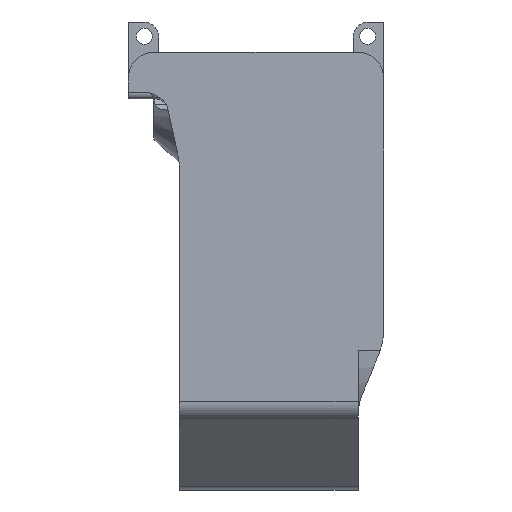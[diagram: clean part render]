
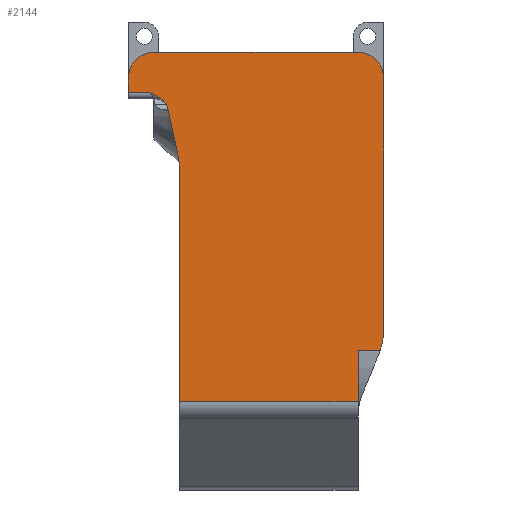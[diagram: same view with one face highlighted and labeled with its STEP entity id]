
A CAD part, left-side view. The second image highlights one B-rep face of the part: STEP entity #2144.
In plain terms, the highlighted planar face has unit normal (-1, 0, 0).
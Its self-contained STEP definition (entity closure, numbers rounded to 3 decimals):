
#28=ELLIPSE('',#2303,10.149,10.);
#29=ELLIPSE('',#2305,11.413,10.);
#70=B_SPLINE_CURVE_WITH_KNOTS('',3,(#3361,#3362,#3363,#3364,#3365,#3366,
#3367,#3368,#3369,#3370,#3371,#3372,#3373,#3374),.UNSPECIFIED.,.F.,.F.,
(4,2,2,2,2,2,4),(0.,0.087,0.208,0.324,
0.392,0.465,0.466),.UNSPECIFIED.);
#105=PLANE('',#2302);
#170=FACE_OUTER_BOUND('',#285,.T.);
#285=EDGE_LOOP('',(#1539,#1540,#1541,#1542,#1543,#1544,#1545,#1546,#1547,
#1548,#1549,#1550,#1551,#1552));
#385=LINE('',#3088,#587);
#390=LINE('',#3100,#592);
#402=LINE('',#3143,#604);
#432=LINE('',#3348,#634);
#433=LINE('',#3351,#635);
#434=LINE('',#3353,#636);
#435=LINE('',#3357,#637);
#436=LINE('',#3359,#638);
#437=LINE('',#3376,#639);
#587=VECTOR('',#2467,10.);
#592=VECTOR('',#2478,10.);
#604=VECTOR('',#2512,10.);
#634=VECTOR('',#2614,10.);
#635=VECTOR('',#2617,10.);
#636=VECTOR('',#2618,10.);
#637=VECTOR('',#2621,10.);
#638=VECTOR('',#2622,10.);
#639=VECTOR('',#2623,10.);
#814=CIRCLE('',#2300,4.);
#816=CIRCLE('',#2304,4.);
#860=VERTEX_POINT('',#3085);
#861=VERTEX_POINT('',#3087);
#865=VERTEX_POINT('',#3099);
#885=VERTEX_POINT('',#3141);
#925=VERTEX_POINT('',#3338);
#926=VERTEX_POINT('',#3339);
#929=VERTEX_POINT('',#3347);
#930=VERTEX_POINT('',#3349);
#931=VERTEX_POINT('',#3352);
#932=VERTEX_POINT('',#3354);
#933=VERTEX_POINT('',#3356);
#934=VERTEX_POINT('',#3358);
#935=VERTEX_POINT('',#3360);
#936=VERTEX_POINT('',#3375);
#1079=EDGE_CURVE('',#860,#861,#385,.T.);
#1085=EDGE_CURVE('',#865,#861,#390,.T.);
#1107=EDGE_CURVE('',#885,#860,#402,.T.);
#1162=EDGE_CURVE('',#925,#926,#814,.T.);
#1166=EDGE_CURVE('',#929,#885,#432,.T.);
#1167=EDGE_CURVE('',#930,#929,#28,.T.);
#1168=EDGE_CURVE('',#926,#930,#433,.T.);
#1169=EDGE_CURVE('',#925,#931,#434,.T.);
#1170=EDGE_CURVE('',#932,#931,#816,.T.);
#1171=EDGE_CURVE('',#933,#932,#435,.T.);
#1172=EDGE_CURVE('',#934,#933,#436,.T.);
#1173=EDGE_CURVE('',#935,#934,#70,.T.);
#1174=EDGE_CURVE('',#936,#935,#437,.T.);
#1175=EDGE_CURVE('',#865,#936,#29,.T.);
#1539=ORIENTED_EDGE('',*,*,#1079,.F.);
#1540=ORIENTED_EDGE('',*,*,#1107,.F.);
#1541=ORIENTED_EDGE('',*,*,#1166,.F.);
#1542=ORIENTED_EDGE('',*,*,#1167,.F.);
#1543=ORIENTED_EDGE('',*,*,#1168,.F.);
#1544=ORIENTED_EDGE('',*,*,#1162,.F.);
#1545=ORIENTED_EDGE('',*,*,#1169,.T.);
#1546=ORIENTED_EDGE('',*,*,#1170,.F.);
#1547=ORIENTED_EDGE('',*,*,#1171,.F.);
#1548=ORIENTED_EDGE('',*,*,#1172,.F.);
#1549=ORIENTED_EDGE('',*,*,#1173,.F.);
#1550=ORIENTED_EDGE('',*,*,#1174,.F.);
#1551=ORIENTED_EDGE('',*,*,#1175,.F.);
#1552=ORIENTED_EDGE('',*,*,#1085,.T.);
#2144=ADVANCED_FACE('',(#170),#105,.T.);
#2300=AXIS2_PLACEMENT_3D('',#3340,#2606,#2607);
#2302=AXIS2_PLACEMENT_3D('',#3346,#2612,#2613);
#2303=AXIS2_PLACEMENT_3D('',#3350,#2615,#2616);
#2304=AXIS2_PLACEMENT_3D('',#3355,#2619,#2620);
#2305=AXIS2_PLACEMENT_3D('',#3377,#2624,#2625);
#2467=DIRECTION('',(0.,1.,0.));
#2478=DIRECTION('',(0.,0.,-1.));
#2512=DIRECTION('',(0.,0.,-1.));
#2606=DIRECTION('center_axis',(1.,0.,0.));
#2607=DIRECTION('ref_axis',(0.,-0.707,0.707));
#2612=DIRECTION('center_axis',(-1.,0.,0.));
#2613=DIRECTION('ref_axis',(0.,0.,1.));
#2614=DIRECTION('',(0.,1.,0.));
#2615=DIRECTION('center_axis',(1.,0.,0.));
#2616=DIRECTION('ref_axis',(0.,0.,-1.));
#2617=DIRECTION('',(0.,0.,-1.));
#2618=DIRECTION('',(0.,1.,0.));
#2619=DIRECTION('center_axis',(1.,0.,0.));
#2620=DIRECTION('ref_axis',(0.,0.707,0.707));
#2621=DIRECTION('',(0.,0.,1.));
#2622=DIRECTION('',(0.,1.,0.));
#2623=DIRECTION('',(0.,0.214,0.977));
#2624=DIRECTION('center_axis',(-1.,0.,0.));
#2625=DIRECTION('ref_axis',(0.,0.,
1.));
#3085=CARTESIAN_POINT('',(-41.,-14.,15.854));
#3087=CARTESIAN_POINT('',(-41.,14.,15.854));
#3088=CARTESIAN_POINT('',(-41.,0.,15.854));
#3099=CARTESIAN_POINT('',(-41.,14.,52.065));
#3100=CARTESIAN_POINT('',(-41.,14.,19.15));
#3141=CARTESIAN_POINT('',(-41.,-14.,23.889));
#3143=CARTESIAN_POINT('',(-41.,-14.,32.074));
#3338=CARTESIAN_POINT('',(-41.,-14.,70.6));
#3339=CARTESIAN_POINT('',(-41.,-18.,66.6));
#3340=CARTESIAN_POINT('Origin',(-41.,-14.,66.6));
#3346=CARTESIAN_POINT('Origin',(-41.,0.,2.));
#3347=CARTESIAN_POINT('',(-41.,-17.464,23.889));
#3348=CARTESIAN_POINT('',(-41.,0.,23.889));
#3349=CARTESIAN_POINT('',(-41.,-18.,27.166));
#3350=CARTESIAN_POINT('Origin',(-41.,-8.,27.166));
#3351=CARTESIAN_POINT('',(-41.,-18.,70.6));
#3352=CARTESIAN_POINT('',(-41.,18.,70.6));
#3353=CARTESIAN_POINT('',(-41.,0.,70.6));
#3354=CARTESIAN_POINT('',(-41.,22.,66.6));
#3355=CARTESIAN_POINT('Origin',(-41.,18.,66.6));
#3356=CARTESIAN_POINT('',(-41.,22.,64.291));
#3357=CARTESIAN_POINT('',(-41.,22.,70.6));
#3358=CARTESIAN_POINT('',(-41.,18.673,64.291));
#3359=CARTESIAN_POINT('',(-41.,11.,64.291));
#3360=CARTESIAN_POINT('',(-41.,15.828,61.816));
#3361=CARTESIAN_POINT('Ctrl Pts',(-41.,15.828,61.816));
#3362=CARTESIAN_POINT('Ctrl Pts',(-41.,15.891,62.1));
#3363=CARTESIAN_POINT('Ctrl Pts',(-41.,16.009,62.367));
#3364=CARTESIAN_POINT('Ctrl Pts',(-41.,16.397,62.945));
#3365=CARTESIAN_POINT('Ctrl Pts',(-41.,16.679,63.194));
#3366=CARTESIAN_POINT('Ctrl Pts',(-41.,17.166,63.55));
#3367=CARTESIAN_POINT('Ctrl Pts',(-41.,17.423,63.697));
#3368=CARTESIAN_POINT('Ctrl Pts',(-41.,17.842,63.91));
#3369=CARTESIAN_POINT('Ctrl Pts',(-41.,17.999,63.984));
#3370=CARTESIAN_POINT('Ctrl Pts',(-41.,18.326,64.134));
#3371=CARTESIAN_POINT('Ctrl Pts',(-41.,18.496,64.21));
#3372=CARTESIAN_POINT('Ctrl Pts',(-41.,18.667,64.289));
#3373=CARTESIAN_POINT('Ctrl Pts',(-41.,18.67,64.29));
#3374=CARTESIAN_POINT('Ctrl Pts',(-41.,18.673,64.291));
#3375=CARTESIAN_POINT('',(-41.,14.299,54.833));
#3376=CARTESIAN_POINT('',(-41.,9.221,31.655));
#3377=CARTESIAN_POINT('Origin',(-41.,24.,52.065));
